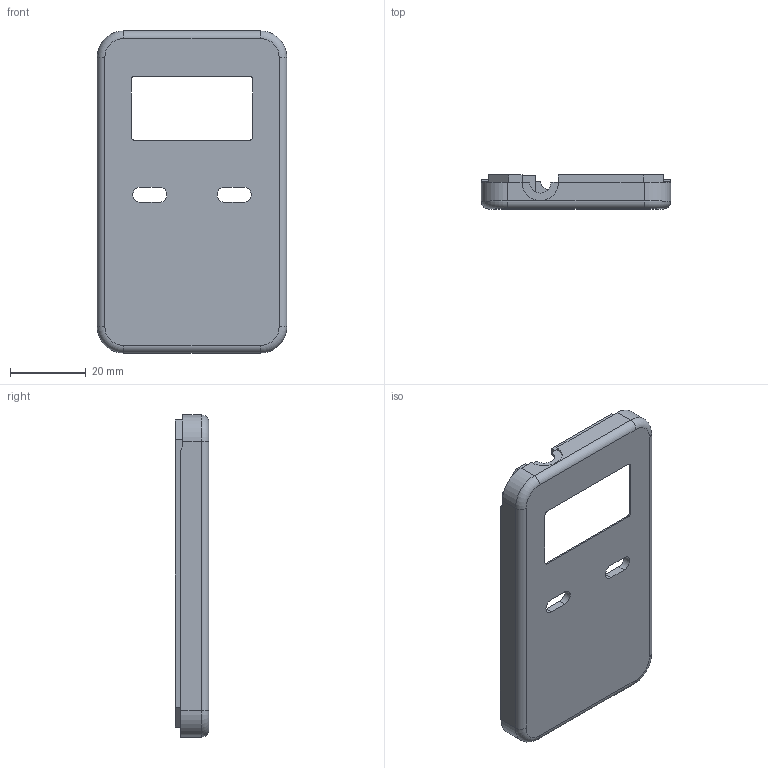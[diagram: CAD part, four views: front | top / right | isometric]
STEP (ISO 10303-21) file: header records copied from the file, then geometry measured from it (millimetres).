
FILE_DESCRIPTION (( 'STEP AP214' ), '1' );
FILE_NAME ('scout_V0_housing_top.STEP', '2026-02-25T11:04:01', ( '' ), ( '' ), 'SwSTEP 2.0', 'SolidWorks 2024', '' );
FILE_SCHEMA (( 'AUTOMOTIVE_DESIGN' ));
Length unit declared in the file: millimetre
Products named in the file (1): scout_V0_housing_top
Bounding box: 50 x 8.89 x 85 mm (x, y, z)
Volume: 9960.4 mm3; surface area: 10854.7 mm2
Topology: 1 solids, 1 shells, 135 faces, 370 edges, 242 vertices
Faces by surface type: plane 83, cylinder 48, torus 4
Entity records: 4307 total; most frequent: CARTESIAN_POINT 748, DIRECTION 742, ORIENTED_EDGE 740, EDGE_CURVE 370, LINE 270, VECTOR 270, VERTEX_POINT 242, AXIS2_PLACEMENT_3D 236
